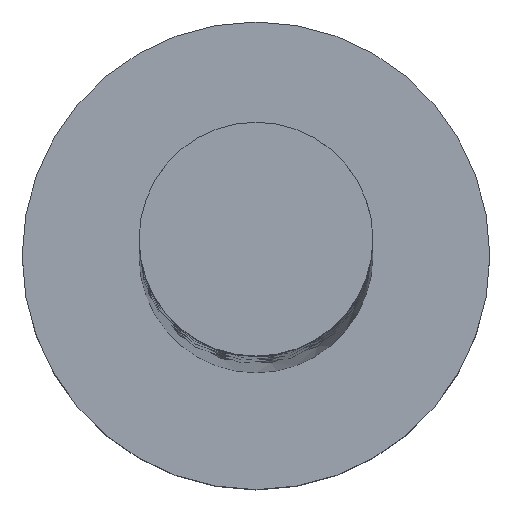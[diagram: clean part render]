
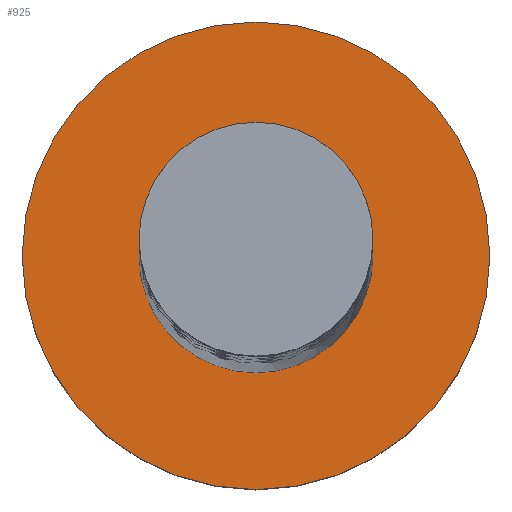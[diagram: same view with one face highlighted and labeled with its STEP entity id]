
A CAD part, top view. The second image highlights one B-rep face of the part: STEP entity #925.
In plain terms, the highlighted planar face has unit normal (0, 0, 1).
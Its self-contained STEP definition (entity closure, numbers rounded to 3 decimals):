
#12 = CARTESIAN_POINT ( 'NONE',  ( 0., 0., 5. ) ) ;
#18 = CARTESIAN_POINT ( 'NONE',  ( 6., 0., 5. ) ) ;
#59 = EDGE_CURVE ( 'NONE', #1662, #181, #643, .T. ) ;
#99 = CARTESIAN_POINT ( 'NONE',  ( -6., 0., 5. ) ) ;
#101 = FACE_OUTER_BOUND ( 'NONE', #435, .T. ) ;
#125 = AXIS2_PLACEMENT_3D ( 'NONE', #391, #217, #560 ) ;
#181 = VERTEX_POINT ( 'NONE', #1629 ) ;
#217 = DIRECTION ( 'NONE',  ( 0., 0., 1. ) ) ;
#234 = AXIS2_PLACEMENT_3D ( 'NONE', #1341, #508, #1607 ) ;
#287 = DIRECTION ( 'NONE',  ( 0., 0., 1. ) ) ;
#339 = CIRCLE ( 'NONE', #1205, 6. ) ;
#391 = CARTESIAN_POINT ( 'NONE',  ( 0., 0., 5. ) ) ;
#405 = ORIENTED_EDGE ( 'NONE', *, *, #1710, .T. ) ;
#417 = DIRECTION ( 'NONE',  ( 1., 0., 0. ) ) ;
#435 = EDGE_LOOP ( 'NONE', ( #405, #659 ) ) ;
#486 = CARTESIAN_POINT ( 'NONE',  ( 0., 0., 5. ) ) ;
#503 = DIRECTION ( 'NONE',  ( 0., 0., 1. ) ) ;
#508 = DIRECTION ( 'NONE',  ( 0., 0., 1. ) ) ;
#560 = DIRECTION ( 'NONE',  ( 1., 0., 0. ) ) ;
#572 = VERTEX_POINT ( 'NONE', #99 ) ;
#643 = CIRCLE ( 'NONE', #234, 3. ) ;
#659 = ORIENTED_EDGE ( 'NONE', *, *, #1827, .T. ) ;
#702 = CIRCLE ( 'NONE', #772, 6. ) ;
#707 = CARTESIAN_POINT ( 'NONE',  ( -3., 0., 5. ) ) ;
#725 = ORIENTED_EDGE ( 'NONE', *, *, #1331, .F. ) ;
#726 = DIRECTION ( 'NONE',  ( 1., 0., 0. ) ) ;
#772 = AXIS2_PLACEMENT_3D ( 'NONE', #12, #1016, #726 ) ;
#915 = ORIENTED_EDGE ( 'NONE', *, *, #59, .F. ) ;
#925 = ADVANCED_FACE ( 'NONE', ( #1357, #101 ), #1528, .T. ) ;
#938 = EDGE_LOOP ( 'NONE', ( #915, #725 ) ) ;
#1016 = DIRECTION ( 'NONE',  ( 0., 0., 1. ) ) ;
#1058 = DIRECTION ( 'NONE',  ( 1., 0., 0. ) ) ;
#1205 = AXIS2_PLACEMENT_3D ( 'NONE', #486, #503, #1058 ) ;
#1331 = EDGE_CURVE ( 'NONE', #181, #1662, #1440, .T. ) ;
#1341 = CARTESIAN_POINT ( 'NONE',  ( 0., 0., 5. ) ) ;
#1357 = FACE_BOUND ( 'NONE', #938, .T. ) ;
#1371 = AXIS2_PLACEMENT_3D ( 'NONE', #1806, #287, #417 ) ;
#1440 = CIRCLE ( 'NONE', #1371, 3. ) ;
#1528 = PLANE ( 'NONE',  #125 ) ;
#1540 = VERTEX_POINT ( 'NONE', #18 ) ;
#1607 = DIRECTION ( 'NONE',  ( 1., 0., 0. ) ) ;
#1629 = CARTESIAN_POINT ( 'NONE',  ( 3., 0., 5. ) ) ;
#1662 = VERTEX_POINT ( 'NONE', #707 ) ;
#1710 = EDGE_CURVE ( 'NONE', #572, #1540, #339, .T. ) ;
#1806 = CARTESIAN_POINT ( 'NONE',  ( 0., 0., 5. ) ) ;
#1827 = EDGE_CURVE ( 'NONE', #1540, #572, #702, .T. ) ;
